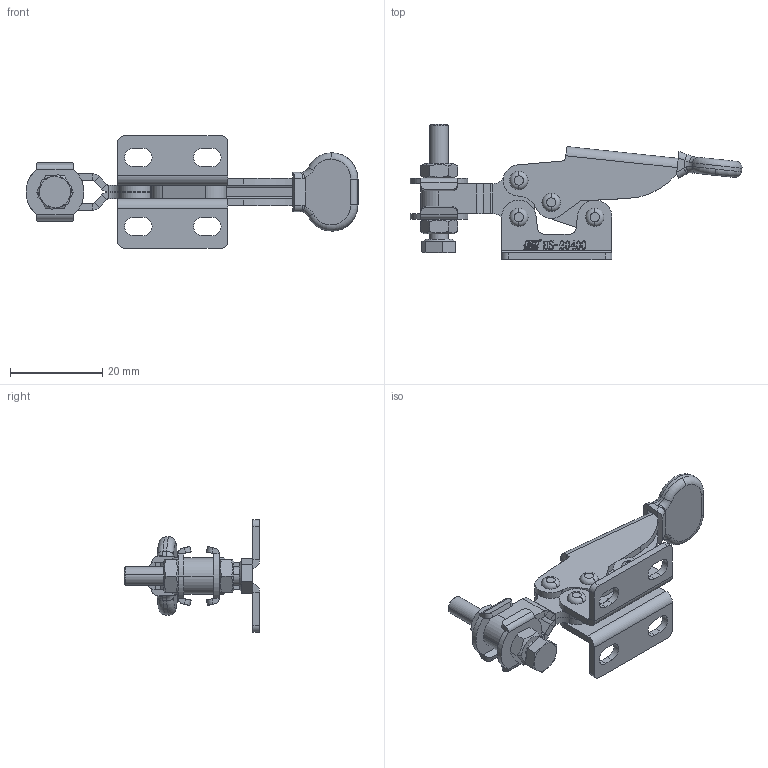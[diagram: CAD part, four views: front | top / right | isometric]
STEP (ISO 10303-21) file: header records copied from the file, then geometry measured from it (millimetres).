
FILE_DESCRIPTION (( 'STEP AP203' ), '1' );
FILE_NAME ('HS-20400 .STEP', '2019-07-19T08:15:54', ( '微软用户' ), ( '微软中国' ), 'SwSTEP 2.0', 'SolidWorks 2012', '' );
FILE_SCHEMA (( 'CONFIG_CONTROL_DESIGN' ));
Length unit declared in the file: millimetre
Products named in the file (10): HS-20400 ; hex nuts, style 1-grades ab gb_GB_FASTENER_NUT_SNAB1 M4-N; FW-100; hexagon head bolts-full thread gb_GB_FASTENER_BOLT_STBAB A M4X25-N; 蟀裝; 揤參; 种; 忒梟; 忒參; 楊擘菁釱
Assembly tree (15 placements, depth 2):
  HS-20400 
    楊擘菁釱  x2
    忒參
    忒梟
    种  x4
    揤參
    蟀裝
    hexagon head bolts-full thread gb_GB_FASTENER_BOLT_STBAB A M4X25-N
    FW-100  x2
    hex nuts, style 1-grades ab gb_GB_FASTENER_NUT_SNAB1 M4-N  x2
Bounding box: 72.16 x 29.43 x 24.5 mm (x, y, z)
Volume: 4983.1 mm3; surface area: 7667.3 mm2
Topology: 15 solids, 15 shells, 1048 faces, 2724 edges, 1774 vertices
Faces by surface type: plane 532, bspline 264, cylinder 201, cone 26, torus 25
Entity records: 25156 total; most frequent: CARTESIAN_POINT 9902, ORIENTED_EDGE 3114, DIRECTION 2532, EDGE_CURVE 1557, VERTEX_POINT 1004, LINE 944, VECTOR 944, AXIS2_PLACEMENT_3D 794
